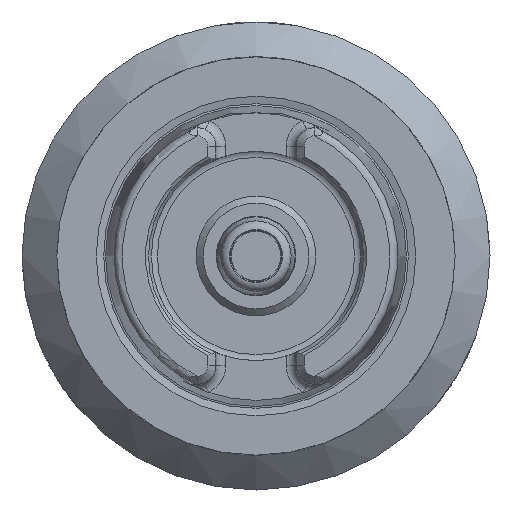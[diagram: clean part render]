
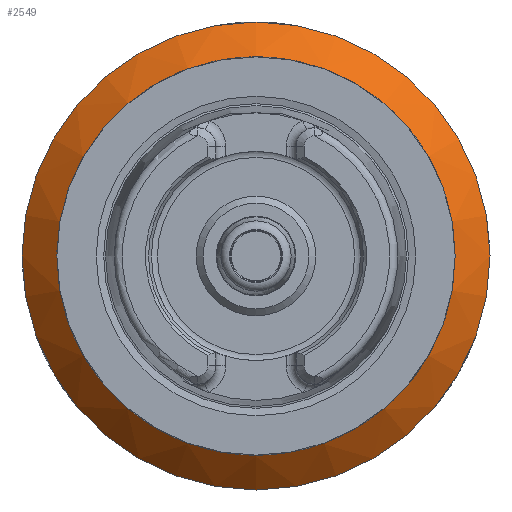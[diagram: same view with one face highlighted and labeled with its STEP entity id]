
A CAD part, left-side view. The second image highlights one B-rep face of the part: STEP entity #2549.
In plain terms, the highlighted conical face has half-angle 45 degrees and reference radius 20.125 mm.
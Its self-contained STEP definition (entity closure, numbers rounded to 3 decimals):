
#2507=CARTESIAN_POINT('',(35.,0.0,-16.75));
#2508=VERTEX_POINT('',#2507);
#2509=CARTESIAN_POINT('',(35.,0.0,0.));
#2510=DIRECTION('',(1.0,0.0,0.0));
#2511=DIRECTION('',(0.0,0.0,-1.0));
#2512=AXIS2_PLACEMENT_3D('',#2509,#2510,#2511);
#2513=CIRCLE('',#2512,16.75);
#2514=EDGE_CURVE('',#2508,#2508,#2513,.T.);
#2530=CARTESIAN_POINT('',(38.375,0.0,0.));
#2531=DIRECTION('',(1.0,0.0,0.0));
#2532=DIRECTION('',(0.0,0.0,-1.0));
#2533=AXIS2_PLACEMENT_3D('',#2530,#2531,#2532);
#2534=CONICAL_SURFACE('',#2533,20.125,45.);
#2535=CARTESIAN_POINT('',(41.75,0.0,-23.5));
#2536=VERTEX_POINT('',#2535);
#2537=CARTESIAN_POINT('',(41.75,0.0,0.));
#2538=DIRECTION('',(1.0,0.0,0.0));
#2539=DIRECTION('',(0.0,0.0,-1.0));
#2540=AXIS2_PLACEMENT_3D('',#2537,#2538,#2539);
#2541=CIRCLE('',#2540,23.5);
#2542=EDGE_CURVE('',#2536,#2536,#2541,.T.);
#2543=ORIENTED_EDGE('',*,*,#2542,.F.);
#2544=EDGE_LOOP('',(#2543));
#2545=FACE_OUTER_BOUND('',#2544,.T.);
#2546=ORIENTED_EDGE('',*,*,#2514,.T.);
#2547=EDGE_LOOP('',(#2546));
#2548=FACE_BOUND('',#2547,.T.);
#2549=ADVANCED_FACE('',(#2545,#2548),#2534,.T.);
